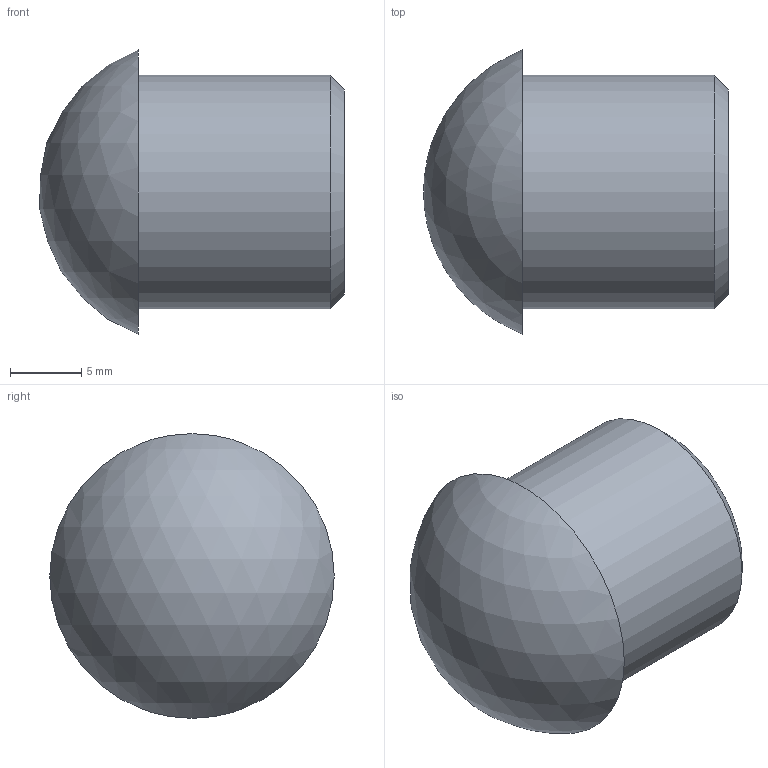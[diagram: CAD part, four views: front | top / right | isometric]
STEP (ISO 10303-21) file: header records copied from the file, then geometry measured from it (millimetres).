
FILE_DESCRIPTION(/* description */ ('Blindstopfen X3 12-17'),/* implementation_level */ '2;1');
FILE_NAME(/* name */ '82007525X3-RST.stp',/* time_stamp */ '2021-03-22T13:53:46+01:00',/* author */ ('sl'),/* organization */ (''),/* preprocessor_version */ 'ST-DEVELOPER v16.5',/* originating_system */ 'Autodesk Inventor 2017',/* authorisation */ '');
FILE_SCHEMA (('AUTOMOTIVE_DESIGN { 1 0 10303 214 3 1 1 }'));
Length unit declared in the file: millimetre
Products named in the file (1): 82007525X3
Bounding box: 21.43 x 20 x 20 mm (x, y, z)
Volume: 2111.9 mm3; surface area: 2100 mm2
Topology: 1 solids, 1 shells, 8 faces, 13 edges, 9 vertices
Faces by surface type: plane 3, cylinder 2, cone 1, bspline 1, sphere 1
Full cylindrical faces by diameter (mm): 13.6 x1, 16.4 x1
Entity records: 245 total; most frequent: CARTESIAN_POINT 56, DIRECTION 34, ORIENTED_EDGE 20, AXIS2_PLACEMENT_3D 17, EDGE_LOOP 13, EDGE_CURVE 10, CIRCLE 9, VERTEX_POINT 9
